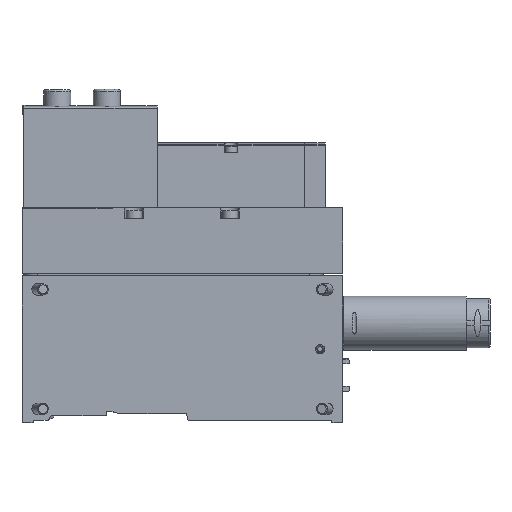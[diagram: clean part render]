
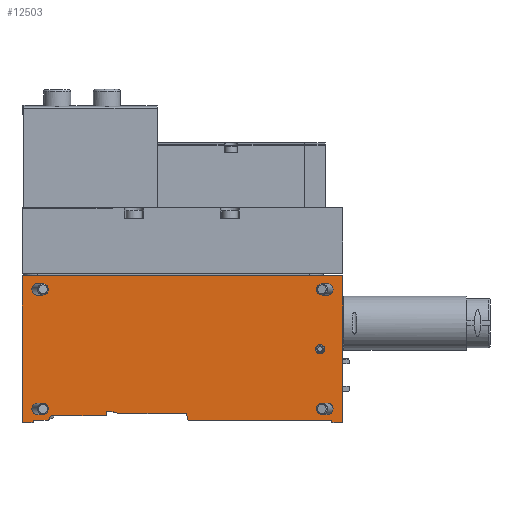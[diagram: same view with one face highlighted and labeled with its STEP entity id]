
A CAD part, top view. The second image highlights one B-rep face of the part: STEP entity #12503.
In plain terms, the highlighted face is planar.
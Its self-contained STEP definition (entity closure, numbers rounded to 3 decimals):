
#424=ELLIPSE('',#13183,2.68,2.6);
#425=ELLIPSE('',#13184,2.68,2.6);
#426=ELLIPSE('',#13185,2.68,2.6);
#427=ELLIPSE('',#13186,2.68,2.6);
#480=CIRCLE('',#13182,2.05);
#1121=ORIENTED_EDGE('',*,*,#3546,.T.);
#1122=ORIENTED_EDGE('',*,*,#3547,.F.);
#1123=ORIENTED_EDGE('',*,*,#3548,.F.);
#1124=ORIENTED_EDGE('',*,*,#3549,.F.);
#1125=ORIENTED_EDGE('',*,*,#3550,.F.);
#1126=ORIENTED_EDGE('',*,*,#3455,.F.);
#1127=ORIENTED_EDGE('',*,*,#3440,.F.);
#1128=ORIENTED_EDGE('',*,*,#3497,.F.);
#1129=ORIENTED_EDGE('',*,*,#3493,.F.);
#1130=ORIENTED_EDGE('',*,*,#3491,.F.);
#1131=ORIENTED_EDGE('',*,*,#3484,.F.);
#1132=ORIENTED_EDGE('',*,*,#3418,.F.);
#1133=ORIENTED_EDGE('',*,*,#3481,.F.);
#1134=ORIENTED_EDGE('',*,*,#3478,.F.);
#1135=ORIENTED_EDGE('',*,*,#3475,.F.);
#1136=ORIENTED_EDGE('',*,*,#3472,.F.);
#1137=ORIENTED_EDGE('',*,*,#3469,.F.);
#1138=ORIENTED_EDGE('',*,*,#3468,.F.);
#1139=ORIENTED_EDGE('',*,*,#3460,.F.);
#1140=ORIENTED_EDGE('',*,*,#3457,.F.);
#1141=ORIENTED_EDGE('',*,*,#3327,.F.);
#3327=EDGE_CURVE('',#4573,#4574,#5450,.T.);
#3418=EDGE_CURVE('',#4657,#4658,#5502,.T.);
#3440=EDGE_CURVE('',#4670,#4671,#5512,.T.);
#3455=EDGE_CURVE('',#4671,#4573,#5523,.T.);
#3457=EDGE_CURVE('',#4574,#4683,#5525,.T.);
#3460=EDGE_CURVE('',#4683,#4685,#5528,.T.);
#3468=EDGE_CURVE('',#4685,#4689,#5536,.T.);
#3469=EDGE_CURVE('',#4689,#4690,#5537,.T.);
#3472=EDGE_CURVE('',#4690,#4692,#5540,.T.);
#3475=EDGE_CURVE('',#4692,#4694,#5543,.T.);
#3478=EDGE_CURVE('',#4694,#4696,#5546,.T.);
#3481=EDGE_CURVE('',#4696,#4657,#5549,.T.);
#3484=EDGE_CURVE('',#4658,#4699,#5551,.T.);
#3491=EDGE_CURVE('',#4699,#4703,#5557,.T.);
#3493=EDGE_CURVE('',#4703,#4704,#5559,.T.);
#3497=EDGE_CURVE('',#4704,#4670,#5563,.T.);
#3546=EDGE_CURVE('',#4753,#4753,#480,.T.);
#3547=EDGE_CURVE('',#4754,#4754,#424,.F.);
#3548=EDGE_CURVE('',#4755,#4755,#425,.F.);
#3549=EDGE_CURVE('',#4756,#4756,#426,.F.);
#3550=EDGE_CURVE('',#4757,#4757,#427,.F.);
#4573=VERTEX_POINT('',#16841);
#4574=VERTEX_POINT('',#16843);
#4657=VERTEX_POINT('',#17045);
#4658=VERTEX_POINT('',#17047);
#4670=VERTEX_POINT('',#17083);
#4671=VERTEX_POINT('',#17085);
#4683=VERTEX_POINT('',#17116);
#4685=VERTEX_POINT('',#17122);
#4689=VERTEX_POINT('',#17132);
#4690=VERTEX_POINT('',#17138);
#4692=VERTEX_POINT('',#17144);
#4694=VERTEX_POINT('',#17150);
#4696=VERTEX_POINT('',#17156);
#4699=VERTEX_POINT('',#17170);
#4703=VERTEX_POINT('',#17182);
#4704=VERTEX_POINT('',#17186);
#4753=VERTEX_POINT('',#17291);
#4754=VERTEX_POINT('',#17293);
#4755=VERTEX_POINT('',#17295);
#4756=VERTEX_POINT('',#17297);
#4757=VERTEX_POINT('',#17299);
#5450=LINE('',#16842,#6227);
#5502=LINE('',#17046,#6279);
#5512=LINE('',#17084,#6289);
#5523=LINE('',#17112,#6300);
#5525=LINE('',#17115,#6302);
#5528=LINE('',#17121,#6305);
#5536=LINE('',#17135,#6313);
#5537=LINE('',#17137,#6314);
#5540=LINE('',#17143,#6317);
#5543=LINE('',#17149,#6320);
#5546=LINE('',#17155,#6323);
#5549=LINE('',#17161,#6326);
#5551=LINE('',#17169,#6328);
#5557=LINE('',#17181,#6334);
#5559=LINE('',#17185,#6336);
#5563=LINE('',#17192,#6340);
#6227=VECTOR('',#14094,1000.);
#6279=VECTOR('',#14240,1000.);
#6289=VECTOR('',#14280,1000.);
#6300=VECTOR('',#14301,1000.);
#6302=VECTOR('',#14305,1000.);
#6305=VECTOR('',#14310,1000.);
#6313=VECTOR('',#14320,1000.);
#6314=VECTOR('',#14323,1000.);
#6317=VECTOR('',#14328,1000.);
#6320=VECTOR('',#14333,1000.);
#6323=VECTOR('',#14338,1000.);
#6326=VECTOR('',#14343,1000.);
#6328=VECTOR('',#14347,1000.);
#6334=VECTOR('',#14357,1000.);
#6336=VECTOR('',#14361,1000.);
#6340=VECTOR('',#14367,1000.);
#7028=EDGE_LOOP('',(#1121));
#7029=EDGE_LOOP('',(#1122));
#7030=EDGE_LOOP('',(#1123));
#7031=EDGE_LOOP('',(#1124));
#7032=EDGE_LOOP('',(#1125));
#7033=EDGE_LOOP('',(#1126,#1127,#1128,#1129,#1130,#1131,#1132,#1133,#1134,
#1135,#1136,#1137,#1138,#1139,#1140,#1141));
#7782=FACE_BOUND('',#7028,.T.);
#7783=FACE_BOUND('',#7029,.T.);
#7784=FACE_BOUND('',#7030,.T.);
#7785=FACE_BOUND('',#7031,.T.);
#7786=FACE_BOUND('',#7032,.T.);
#7787=FACE_BOUND('',#7033,.T.);
#8521=PLANE('',#13181);
#12503=ADVANCED_FACE('',(#7782,#7783,#7784,#7785,#7786,#7787),#8521,.F.);
#13181=AXIS2_PLACEMENT_3D('',#17289,#14443,#14444);
#13182=AXIS2_PLACEMENT_3D('',#17290,#14445,#14446);
#13183=AXIS2_PLACEMENT_3D('',#17292,#14447,#14448);
#13184=AXIS2_PLACEMENT_3D('',#17294,#14449,#14450);
#13185=AXIS2_PLACEMENT_3D('',#17296,#14451,#14452);
#13186=AXIS2_PLACEMENT_3D('',#17298,#14453,#14454);
#14094=DIRECTION('',(0.,-1.,0.));
#14240=DIRECTION('',(1.,0.,0.));
#14280=DIRECTION('',(0.,1.,0.));
#14301=DIRECTION('',(-1.,0.,0.));
#14305=DIRECTION('',(1.,0.,0.));
#14310=DIRECTION('',(0.259,0.966,0.));
#14320=DIRECTION('',(1.,0.,0.));
#14323=DIRECTION('',(0.259,0.966,0.));
#14328=DIRECTION('',(1.,0.,0.));
#14333=DIRECTION('',(0.966,0.259,0.));
#14338=DIRECTION('',(1.,0.,0.));
#14343=DIRECTION('',(0.,-1.,0.));
#14347=DIRECTION('',(0.602,-0.799,0.));
#14357=DIRECTION('',(1.,0.,0.));
#14361=DIRECTION('',(0.259,-0.966,0.));
#14367=DIRECTION('',(1.,0.,0.));
#14443=DIRECTION('',(0.,0.,1.));
#14444=DIRECTION('',(1.,0.,0.));
#14445=DIRECTION('',(0.,0.,1.));
#14446=DIRECTION('',(1.,0.,0.));
#14447=DIRECTION('',(0.,0.,1.));
#14448=DIRECTION('',(1.,0.,0.));
#14449=DIRECTION('',(0.,0.,1.));
#14450=DIRECTION('',(1.,0.,0.));
#14451=DIRECTION('',(0.,0.,1.));
#14452=DIRECTION('',(-1.,0.,0.));
#14453=DIRECTION('',(0.,0.,1.));
#14454=DIRECTION('',(-1.,0.,0.));
#16841=CARTESIAN_POINT('',(-71.,65.,0.));
#16842=CARTESIAN_POINT('',(-71.,65.,0.));
#16843=CARTESIAN_POINT('',(-71.,0.,0.));
#17045=CARTESIAN_POINT('',(33.75,3.,0.));
#17046=CARTESIAN_POINT('',(33.75,3.,0.));
#17047=CARTESIAN_POINT('',(58.093,3.,0.));
#17083=CARTESIAN_POINT('',(71.,0.,0.));
#17084=CARTESIAN_POINT('',(71.,0.,0.));
#17085=CARTESIAN_POINT('',(71.,65.,0.));
#17112=CARTESIAN_POINT('',(71.,65.,0.));
#17115=CARTESIAN_POINT('',(-71.,0.,0.));
#17116=CARTESIAN_POINT('',(-66.268,0.,0.));
#17121=CARTESIAN_POINT('',(-66.268,0.,0.));
#17122=CARTESIAN_POINT('',(-66.,1.,0.));
#17132=CARTESIAN_POINT('',(-2.5,1.,0.));
#17135=CARTESIAN_POINT('',(-66.,1.,0.));
#17137=CARTESIAN_POINT('',(-2.5,1.,0.));
#17138=CARTESIAN_POINT('',(-1.696,4.,0.));
#17143=CARTESIAN_POINT('',(-1.696,4.,0.));
#17144=CARTESIAN_POINT('',(28.25,4.,0.));
#17149=CARTESIAN_POINT('',(28.25,4.,0.));
#17150=CARTESIAN_POINT('',(31.303,4.818,0.));
#17155=CARTESIAN_POINT('',(31.303,4.818,0.));
#17156=CARTESIAN_POINT('',(33.75,4.818,0.));
#17161=CARTESIAN_POINT('',(33.75,4.818,0.));
#17169=CARTESIAN_POINT('',(58.093,3.,0.));
#17170=CARTESIAN_POINT('',(59.6,1.,0.));
#17181=CARTESIAN_POINT('',(59.6,1.,0.));
#17182=CARTESIAN_POINT('',(66.,1.,0.));
#17185=CARTESIAN_POINT('',(66.,1.,0.));
#17186=CARTESIAN_POINT('',(66.268,0.,0.));
#17192=CARTESIAN_POINT('',(66.268,0.,0.));
#17289=CARTESIAN_POINT('',(0.,0.,0.));
#17290=CARTESIAN_POINT('',(-61.,32.5,0.));
#17291=CARTESIAN_POINT('',(-58.95,32.5,0.));
#17292=CARTESIAN_POINT('',(-64.1,6.,0.));
#17293=CARTESIAN_POINT('',(-61.42,6.,0.));
#17294=CARTESIAN_POINT('',(-64.1,59.,0.));
#17295=CARTESIAN_POINT('',(-61.42,59.,0.));
#17296=CARTESIAN_POINT('',(64.1,6.,0.));
#17297=CARTESIAN_POINT('',(61.42,6.,0.));
#17298=CARTESIAN_POINT('',(64.1,59.,0.));
#17299=CARTESIAN_POINT('',(61.42,59.,0.));
